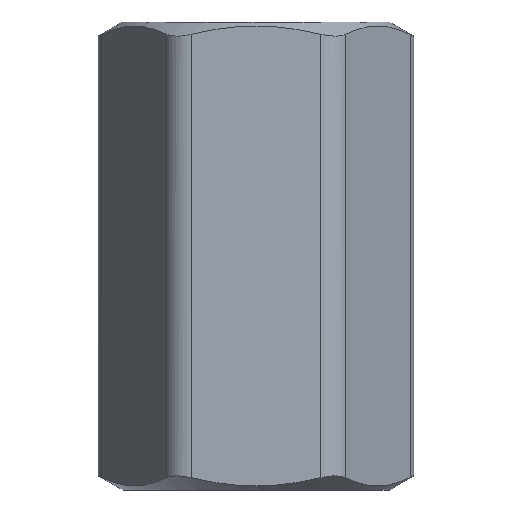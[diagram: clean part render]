
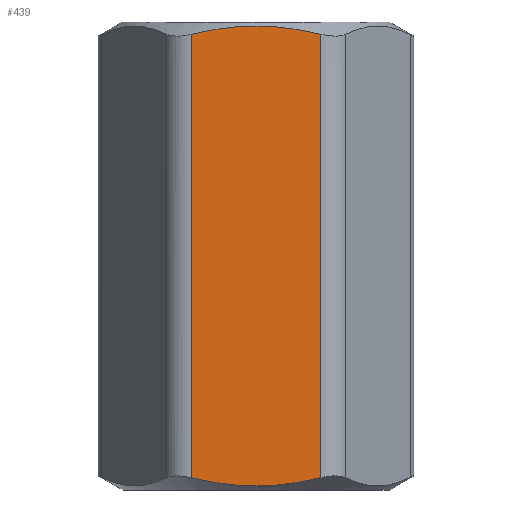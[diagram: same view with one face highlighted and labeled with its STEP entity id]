
A CAD part, front view. The second image highlights one B-rep face of the part: STEP entity #439.
In plain terms, the highlighted planar face has unit normal (0, -1, 0).
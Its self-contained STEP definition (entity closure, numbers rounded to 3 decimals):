
#18=PLANE('',#497);
#30=(
BOUNDED_CURVE()
B_SPLINE_CURVE(2,(#3096,#3097,#3098),.UNSPECIFIED.,.F.,.F.)
B_SPLINE_CURVE_WITH_KNOTS((3,3),(-3.02,-1.802),
 .UNSPECIFIED.)
CURVE()
GEOMETRIC_REPRESENTATION_ITEM()
RATIONAL_B_SPLINE_CURVE((3.926,4.325,3.926))
REPRESENTATION_ITEM('')
);
#36=(
BOUNDED_CURVE()
B_SPLINE_CURVE(2,(#3189,#3190,#3191),.UNSPECIFIED.,.F.,.F.)
B_SPLINE_CURVE_WITH_KNOTS((3,3),(-3.059,-1.827),
 .UNSPECIFIED.)
CURVE()
GEOMETRIC_REPRESENTATION_ITEM()
RATIONAL_B_SPLINE_CURVE((3.97,4.373,3.97))
REPRESENTATION_ITEM('')
);
#49=LINE('',#4069,#63);
#50=LINE('',#4070,#64);
#63=VECTOR('',#569,1000.);
#64=VECTOR('',#570,1000.);
#99=FACE_OUTER_BOUND('',#133,.T.);
#133=EDGE_LOOP('',(#369,#370,#371,#372));
#211=VERTEX_POINT('',#3084);
#212=VERTEX_POINT('',#3095);
#224=VERTEX_POINT('',#3177);
#225=VERTEX_POINT('',#3188);
#260=EDGE_CURVE('',#212,#211,#30,.T.);
#273=EDGE_CURVE('',#225,#224,#36,.T.);
#287=EDGE_CURVE('',#224,#212,#49,.T.);
#288=EDGE_CURVE('',#211,#225,#50,.T.);
#369=ORIENTED_EDGE('',*,*,#273,.T.);
#370=ORIENTED_EDGE('',*,*,#287,.T.);
#371=ORIENTED_EDGE('',*,*,#260,.T.);
#372=ORIENTED_EDGE('',*,*,#288,.T.);
#439=ADVANCED_FACE('',(#99),#18,.T.);
#497=AXIS2_PLACEMENT_3D('',#4068,#567,#568);
#567=DIRECTION('center_axis',(0.,-1.,0.));
#568=DIRECTION('ref_axis',(0.,0.,-1.));
#569=DIRECTION('',(0.,0.,-1.));
#570=DIRECTION('',(0.,0.,1.));
#3084=CARTESIAN_POINT('',(1.386,-3.,-4.738));
#3095=CARTESIAN_POINT('',(-1.386,-3.,-4.738));
#3096=CARTESIAN_POINT('Ctrl Pts',(-1.386,-3.,-4.738));
#3097=CARTESIAN_POINT('Ctrl Pts',(0.,-3.,
-5.073));
#3098=CARTESIAN_POINT('Ctrl Pts',(1.386,-3.,-4.738));
#3177=CARTESIAN_POINT('',(-1.386,-3.,4.738));
#3188=CARTESIAN_POINT('',(1.386,-3.,4.738));
#3189=CARTESIAN_POINT('Ctrl Pts',(1.386,-3.,4.738));
#3190=CARTESIAN_POINT('Ctrl Pts',(0.,-3.,
5.073));
#3191=CARTESIAN_POINT('Ctrl Pts',(-1.386,-3.,4.738));
#4068=CARTESIAN_POINT('Origin',(-1.732,-3.,-5.));
#4069=CARTESIAN_POINT('',(-1.386,-3.,-5.));
#4070=CARTESIAN_POINT('',(1.386,-3.,-5.));
